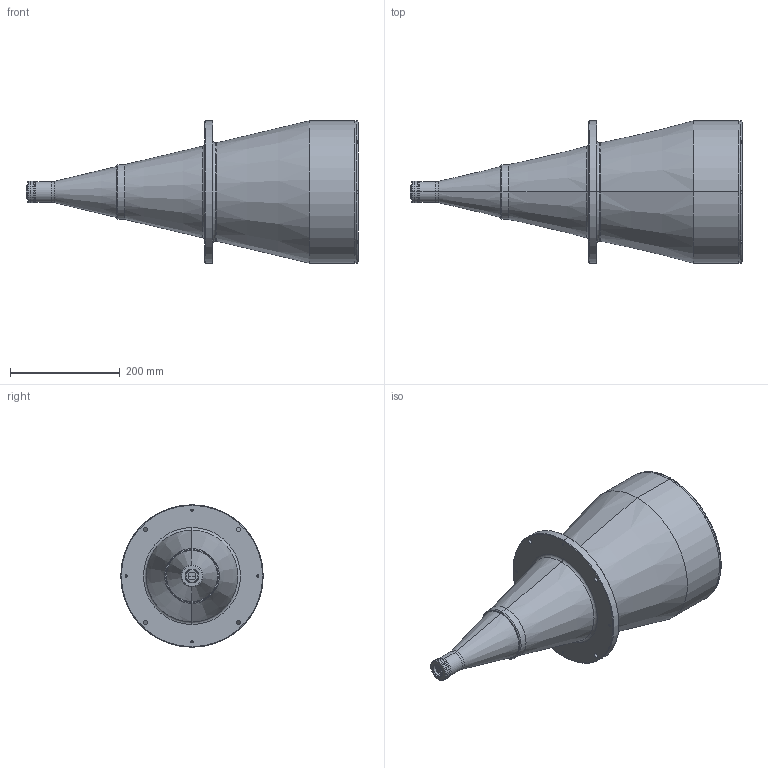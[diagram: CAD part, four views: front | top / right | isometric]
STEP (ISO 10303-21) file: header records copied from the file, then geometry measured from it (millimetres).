
FILE_DESCRIPTION (( 'STEP AP214' ), '1' );
FILE_NAME ('TC12192.STEP', '2013-04-22T10:02:57', ( 'Work' ), ( '' ), 'SwSTEP 2.0', 'SolidWorks 2013', '' );
FILE_SCHEMA (( 'AUTOMOTIVE_DESIGN' ));
Length unit declared in the file: millimetre
Products named in the file (1): TC12192
Bounding box: 606.12 x 260 x 260 mm (x, y, z)
Surface area: 455595.1 mm2 (no closed solid volume)
Topology: 0 solids, 12 shells, 155 faces, 477 edges, 341 vertices
Faces by surface type: cylinder 75, plane 42, torus 18, cone 18, sphere 2
Entity records: 7610 total; most frequent: CARTESIAN_POINT 1320, DIRECTION 1049, ORIENTED_EDGE 838, EDGE_CURVE 477, AXIS2_PLACEMENT_3D 442, VERTEX_POINT 341, CIRCLE 286, EDGE_LOOP 224
